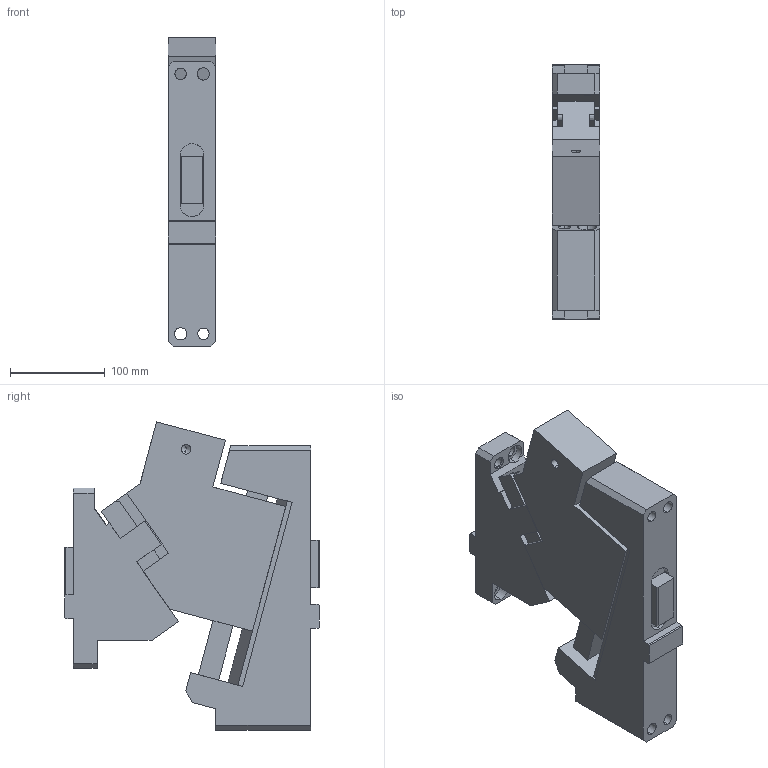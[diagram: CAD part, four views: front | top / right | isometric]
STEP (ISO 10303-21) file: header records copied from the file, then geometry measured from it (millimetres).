
FILE_DESCRIPTION(('CATIA V5 STEP Exchange'),'2;1');
FILE_NAME('CDCV_50_15_55.stp','2015-05-11T15:48:19+00:00',('none'),('none'),'CATIA Version 5 Release 19 SP 2 (IN-10)','CATIA V5 STEP AP203','none');
FILE_SCHEMA(('CONFIG_CONTROL_DESIGN'));
Length unit declared in the file: millimetre
Products named in the file (1): CDCV_50_15_55
Bounding box: 50 x 268 x 325.02 mm (x, y, z)
Volume: 2690522.3 mm3; surface area: 287949 mm2
Topology: 3 solids, 3 shells, 184 faces, 496 edges, 323 vertices
Faces by surface type: plane 130, cylinder 47, cone 6, extrusion 1
Entity records: 6483 total; most frequent: CARTESIAN_POINT 1991, ORIENTED_EDGE 980, DIRECTION 770, EDGE_CURVE 490, VECTOR 387, LINE 386, VERTEX_POINT 323, AXIS2_PLACEMENT_3D 217
